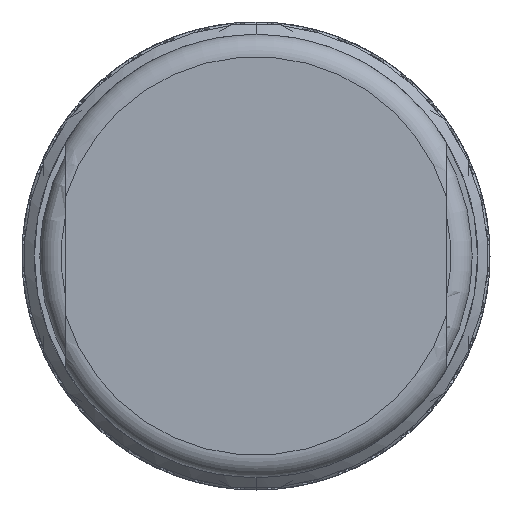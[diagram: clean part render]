
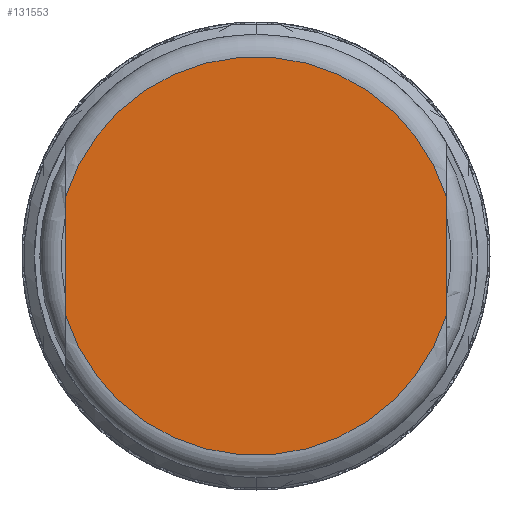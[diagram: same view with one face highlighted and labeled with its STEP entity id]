
A CAD part, front view. The second image highlights one B-rep face of the part: STEP entity #131553.
In plain terms, the highlighted planar face has unit normal (0, -1, 0).
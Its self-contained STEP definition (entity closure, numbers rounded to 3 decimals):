
#35149=CARTESIAN_POINT('',(0.,-23.05,0.));
#35150=DIRECTION('',(0.,-1.,0.));
#35151=DIRECTION('',(0.955,0.,0.296));
#35152=AXIS2_PLACEMENT_3D('',#35149,#35150,#35151);
#35206=CARTESIAN_POINT('',(0.,-23.05,0.));
#35207=DIRECTION('',(0.,-1.,0.));
#35208=DIRECTION('',(-0.955,0.,-0.296));
#35209=AXIS2_PLACEMENT_3D('',#35206,#35207,#35208);
#35225=DIRECTION('',(0.,0.,1.));
#35226=VECTOR('',#35225,5.276);
#35227=CARTESIAN_POINT('',(-8.5,-23.05,-2.638));
#35228=LINE('',#35227,#35226);
#35229=DIRECTION('',(0.,0.,-1.));
#35230=VECTOR('',#35229,5.276);
#35231=CARTESIAN_POINT('',(8.5,-23.05,2.638));
#35232=LINE('',#35231,#35230);
#35892=CARTESIAN_POINT('',(-8.5,-23.05,-2.638));
#35893=CARTESIAN_POINT('',(-8.5,-23.05,2.638));
#35894=VERTEX_POINT('',#35892);
#35895=VERTEX_POINT('',#35893);
#35896=CARTESIAN_POINT('',(8.5,-23.05,2.638));
#35897=CARTESIAN_POINT('',(8.5,-23.05,-2.638));
#35898=VERTEX_POINT('',#35896);
#35899=VERTEX_POINT('',#35897);
#131541=CARTESIAN_POINT('',(0.,-23.05,0.));
#131542=DIRECTION('',(0.,1.,0.));
#131543=DIRECTION('',(0.,0.,-1.));
#131544=AXIS2_PLACEMENT_3D('',#131541,#131542,#131543);
#131545=PLANE('',#131544);
#131546=ORIENTED_EDGE('',*,*,#131475,.T.);
#131547=ORIENTED_EDGE('',*,*,#131518,.F.);
#131549=ORIENTED_EDGE('',*,*,#131548,.T.);
#131550=ORIENTED_EDGE('',*,*,#131534,.F.);
#131551=EDGE_LOOP('',(#131546,#131547,#131549,#131550));
#131552=FACE_OUTER_BOUND('',#131551,.F.);
#35153=CIRCLE('',#35152,8.9);
#35210=CIRCLE('',#35209,8.9);
#131475=EDGE_CURVE('',#35894,#35895,#35228,.T.);
#131518=EDGE_CURVE('',#35898,#35895,#35153,.T.);
#131534=EDGE_CURVE('',#35894,#35899,#35210,.T.);
#131548=EDGE_CURVE('',#35898,#35899,#35232,.T.);
#131553=ADVANCED_FACE('',(#131552),#131545,.F.);
